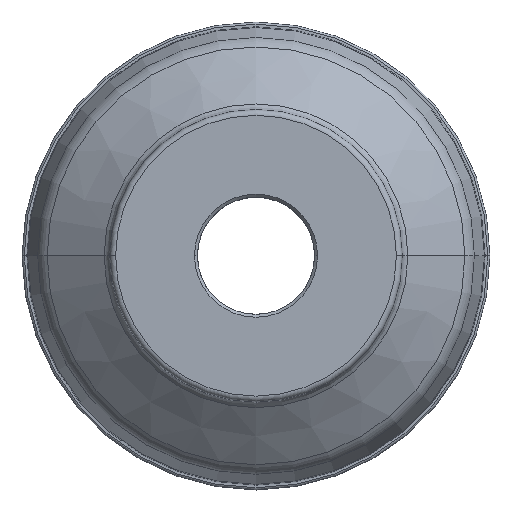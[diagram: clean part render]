
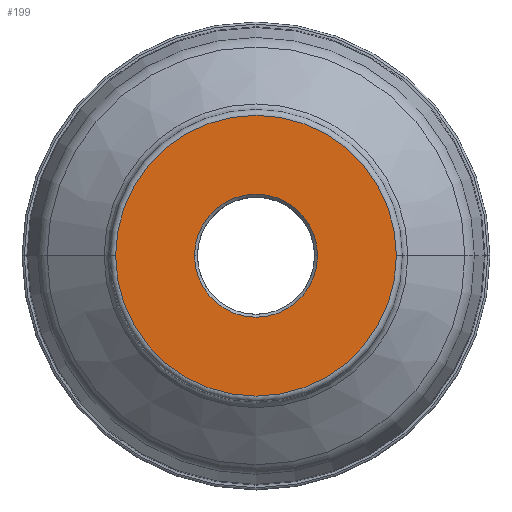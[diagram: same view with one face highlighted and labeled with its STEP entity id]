
A CAD part, top view. The second image highlights one B-rep face of the part: STEP entity #199.
In plain terms, the highlighted planar face has unit normal (0, 0, 1).
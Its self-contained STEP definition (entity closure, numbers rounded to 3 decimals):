
#66=PLANE('',#1770);
#80=FACE_BOUND('',#417,.T.);
#81=FACE_BOUND('',#418,.T.);
#199=ADVANCED_FACE('',(#80,#81),#66,.F.);
#417=EDGE_LOOP('',(#782,#783));
#418=EDGE_LOOP('',(#784,#785,#786,#787));
#782=ORIENTED_EDGE('',*,*,#1106,.T.);
#783=ORIENTED_EDGE('',*,*,#1109,.T.);
#784=ORIENTED_EDGE('',*,*,#1112,.T.);
#785=ORIENTED_EDGE('',*,*,#1113,.T.);
#786=ORIENTED_EDGE('',*,*,#1114,.T.);
#787=ORIENTED_EDGE('',*,*,#1115,.T.);
#918=VERTEX_POINT('',#2731);
#919=VERTEX_POINT('',#2732);
#920=VERTEX_POINT('',#2743);
#921=VERTEX_POINT('',#2744);
#922=VERTEX_POINT('',#2746);
#923=VERTEX_POINT('',#2748);
#1106=EDGE_CURVE('',#918,#919,#1259,.T.);
#1109=EDGE_CURVE('',#919,#918,#1262,.T.);
#1112=EDGE_CURVE('',#920,#921,#1265,.T.);
#1113=EDGE_CURVE('',#921,#922,#1266,.T.);
#1114=EDGE_CURVE('',#922,#923,#1267,.T.);
#1115=EDGE_CURVE('',#923,#920,#1268,.T.);
#1259=CIRCLE('',#1756,48.);
#1262=CIRCLE('',#1760,48.);
#1265=CIRCLE('',#1766,21.035);
#1266=CIRCLE('',#1767,21.035);
#1267=CIRCLE('',#1768,21.035);
#1268=CIRCLE('',#1769,21.035);
#1756=AXIS2_PLACEMENT_3D('',#2730,#2287,#2288);
#1760=AXIS2_PLACEMENT_3D('',#2736,#2295,#2296);
#1766=AXIS2_PLACEMENT_3D('',#2742,#2307,#2308);
#1767=AXIS2_PLACEMENT_3D('',#2745,#2309,#2310);
#1768=AXIS2_PLACEMENT_3D('',#2747,#2311,#2312);
#1769=AXIS2_PLACEMENT_3D('',#2749,#2313,#2314);
#1770=AXIS2_PLACEMENT_3D('',#2750,#2315,#2316);
#2287=DIRECTION('',(0.,0.,1.));
#2288=DIRECTION('',(1.,0.,0.));
#2295=DIRECTION('',(0.,0.,1.));
#2296=DIRECTION('',(-1.,0.,0.));
#2307=DIRECTION('',(0.,0.,-1.));
#2308=DIRECTION('',(0.,-1.,0.));
#2309=DIRECTION('',(0.,0.,-1.));
#2310=DIRECTION('',(-1.,0.,0.));
#2311=DIRECTION('',(0.,0.,-1.));
#2312=DIRECTION('',(0.,1.,0.));
#2313=DIRECTION('',(0.,0.,-1.));
#2314=DIRECTION('',(1.,0.,0.));
#2315=DIRECTION('',(0.,0.,-1.));
#2316=DIRECTION('',(1.,0.,0.));
#2730=CARTESIAN_POINT('',(0.,0.,0.));
#2731=CARTESIAN_POINT('',(48.,0.,0.));
#2732=CARTESIAN_POINT('',(-48.,-0.008,0.));
#2736=CARTESIAN_POINT('',(0.,0.,0.));
#2742=CARTESIAN_POINT('',(0.,0.,0.));
#2743=CARTESIAN_POINT('',(0.,-21.035,0.));
#2744=CARTESIAN_POINT('',(-21.035,0.,0.));
#2745=CARTESIAN_POINT('',(0.,0.,0.));
#2746=CARTESIAN_POINT('',(0.,21.035,0.));
#2747=CARTESIAN_POINT('',(0.,0.,0.));
#2748=CARTESIAN_POINT('',(21.035,0.,0.));
#2749=CARTESIAN_POINT('',(0.,0.,0.));
#2750=CARTESIAN_POINT('',(0.,0.,0.));
